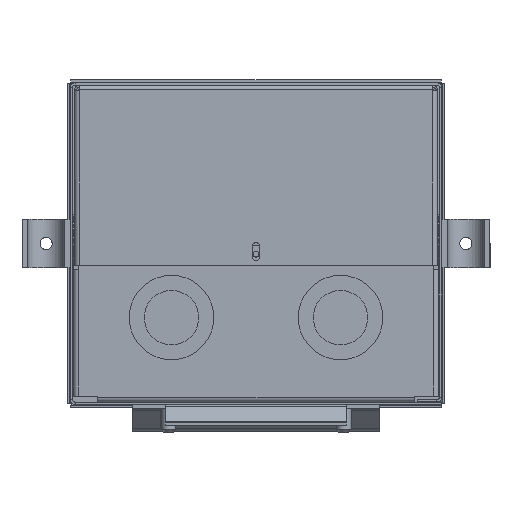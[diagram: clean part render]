
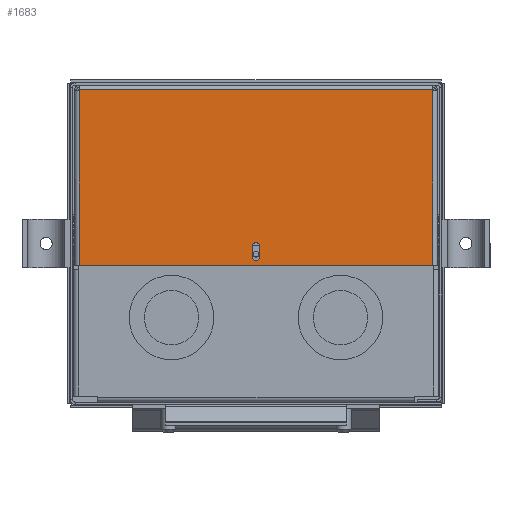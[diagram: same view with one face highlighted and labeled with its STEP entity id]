
A CAD part, front view. The second image highlights one B-rep face of the part: STEP entity #1683.
In plain terms, the highlighted face is planar.
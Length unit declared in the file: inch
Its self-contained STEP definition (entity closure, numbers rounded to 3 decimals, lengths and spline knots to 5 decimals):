
#34 = VERTEX_POINT ( 'NONE', #975 ) ;
#244 = VERTEX_POINT ( 'NONE', #1113 ) ;
#432 = VERTEX_POINT ( 'NONE', #1169 ) ;
#472 = VERTEX_POINT ( 'NONE', #1179 ) ;
#577 = VERTEX_POINT ( 'NONE', #1241 ) ;
#742 = VERTEX_POINT ( 'NONE', #1402 ) ;
#778 = VERTEX_POINT ( 'NONE', #1438 ) ;
#941 = VERTEX_POINT ( 'NONE', #4412 ) ;
#975 = CARTESIAN_POINT ( 'NONE',  ( -0.07813, 3.51032, 0.925 ) ) ;
#1113 = CARTESIAN_POINT ( 'NONE',  ( 0.07812, 3.29157, 0.925 ) ) ;
#1169 = CARTESIAN_POINT ( 'NONE',  ( -3.662, 3.6822, 0.925 ) ) ;
#1179 = CARTESIAN_POINT ( 'NONE',  ( 3.662, 0.05, 0.925 ) ) ;
#1241 = CARTESIAN_POINT ( 'NONE',  ( 3.662, 3.6822, 0.925 ) ) ;
#1402 = CARTESIAN_POINT ( 'NONE',  ( -0.07813, 3.29157, 0.925 ) ) ;
#1438 = CARTESIAN_POINT ( 'NONE',  ( 0., 3.58845, 0.925 ) ) ;
#1683 = ADVANCED_FACE ( 'NONE', ( #9405, #9320 ), #6787, .T. ) ;
#2070 = ORIENTED_EDGE ( 'NONE', *, *, #15705, .T. ) ;
#2144 = ORIENTED_EDGE ( 'NONE', *, *, #15704, .T. ) ;
#2365 = ORIENTED_EDGE ( 'NONE', *, *, #15701, .T. ) ;
#2439 = ORIENTED_EDGE ( 'NONE', *, *, #15709, .T. ) ;
#2644 = ORIENTED_EDGE ( 'NONE', *, *, #15708, .T. ) ;
#2747 = ORIENTED_EDGE ( 'NONE', *, *, #15703, .T. ) ;
#2814 = ORIENTED_EDGE ( 'NONE', *, *, #15706, .T. ) ;
#3983 = AXIS2_PLACEMENT_3D ( 'NONE', #13876, #13877, #13878 ) ;
#3992 = AXIS2_PLACEMENT_3D ( 'NONE', #13934, #13935, #13936 ) ;
#3993 = AXIS2_PLACEMENT_3D ( 'NONE', #13939, #13940, #13941 ) ;
#4412 = CARTESIAN_POINT ( 'NONE',  ( -3.662, 0.05, 0.925 ) ) ;
#5494 = VERTEX_POINT ( 'NONE', #11084 ) ;
#5619 = ORIENTED_EDGE ( 'NONE', *, *, #15679, .T. ) ;
#5745 = EDGE_LOOP ( 'NONE', ( #2747, #5619, #2144, #2070, #2814 ) ) ;
#5817 = EDGE_LOOP ( 'NONE', ( #5819, #2644, #2365, #2439 ) ) ;
#5819 = ORIENTED_EDGE ( 'NONE', *, *, #15707, .F. ) ;
#6781 = DIRECTION ( 'NONE',  ( 0., 0., 1. ) ) ;
#6783 = CARTESIAN_POINT ( 'NONE',  ( 0., 0., 0.925 ) ) ;
#6787 = PLANE ( 'NONE',  #14662 ) ;
#6791 = DIRECTION ( 'NONE',  ( 0., -1., 0. ) ) ;
#9320 = FACE_OUTER_BOUND ( 'NONE', #5817, .T. ) ;
#9405 = FACE_BOUND ( 'NONE', #5745, .T. ) ;
#11084 = CARTESIAN_POINT ( 'NONE',  ( 0.07812, 3.51032, 0.925 ) ) ;
#13876 = CARTESIAN_POINT ( 'NONE',  ( 0., 3.51032, 0.925 ) ) ;
#13877 = DIRECTION ( 'NONE',  ( 0., 0., -1. ) ) ;
#13878 = DIRECTION ( 'NONE',  ( 0., 1., 0. ) ) ;
#13925 = CARTESIAN_POINT ( 'NONE',  ( 0., 0.05, 0.925 ) ) ;
#13926 = DIRECTION ( 'NONE',  ( 1., 0., 0. ) ) ;
#13927 = CARTESIAN_POINT ( 'NONE',  ( 0.07812, 3.51032, 0.925 ) ) ;
#13928 = DIRECTION ( 'NONE',  ( 0., -1., 0. ) ) ;
#13932 = CARTESIAN_POINT ( 'NONE',  ( -0.07813, 3.51032, 0.925 ) ) ;
#13933 = DIRECTION ( 'NONE',  ( 0., 1., 0. ) ) ;
#13934 = CARTESIAN_POINT ( 'NONE',  ( 0., 3.51032, 0.925 ) ) ;
#13935 = DIRECTION ( 'NONE',  ( 0., 0., -1. ) ) ;
#13936 = DIRECTION ( 'NONE',  ( 0., 1., 0. ) ) ;
#13938 = CARTESIAN_POINT ( 'NONE',  ( -3.662, 3.6822, 0.925 ) ) ;
#13939 = CARTESIAN_POINT ( 'NONE',  ( 0., 3.29157, 0.925 ) ) ;
#13940 = DIRECTION ( 'NONE',  ( 0., 0., -1. ) ) ;
#13941 = DIRECTION ( 'NONE',  ( 0., 1., 0. ) ) ;
#13942 = CARTESIAN_POINT ( 'NONE',  ( 3.712, 3.6822, 0.925 ) ) ;
#13944 = DIRECTION ( 'NONE',  ( 1., 0., 0. ) ) ;
#13945 = DIRECTION ( 'NONE',  ( 0., -1., 0. ) ) ;
#13946 = CARTESIAN_POINT ( 'NONE',  ( 3.662, 0.05, 0.925 ) ) ;
#13947 = DIRECTION ( 'NONE',  ( 0., 1., 0. ) ) ;
#14662 = AXIS2_PLACEMENT_3D ( 'NONE', #6783, #6781, #6791 ) ;
#15356 = CIRCLE ( 'NONE', #3983, 0.07812 ) ;
#15392 = LINE ( 'NONE', #13925, #15395 ) ;
#15394 = LINE ( 'NONE', #13938, #15406 ) ;
#15395 = VECTOR ( 'NONE', #13926, 39.37008 ) ;
#15396 = CIRCLE ( 'NONE', #3992, 0.07812 ) ;
#15397 = LINE ( 'NONE', #13927, #15399 ) ;
#15398 = CIRCLE ( 'NONE', #3993, 0.07812 ) ;
#15399 = VECTOR ( 'NONE', #13928, 39.37008 ) ;
#15400 = LINE ( 'NONE', #13932, #15402 ) ;
#15401 = LINE ( 'NONE', #13942, #15404 ) ;
#15402 = VECTOR ( 'NONE', #13933, 39.37008 ) ;
#15404 = VECTOR ( 'NONE', #13944, 39.37008 ) ;
#15405 = LINE ( 'NONE', #13946, #15408 ) ;
#15406 = VECTOR ( 'NONE', #13945, 39.37008 ) ;
#15408 = VECTOR ( 'NONE', #13947, 39.37008 ) ;
#15679 = EDGE_CURVE ( 'NONE', #778, #5494, #15356, .T. ) ;
#15701 = EDGE_CURVE ( 'NONE', #941, #472, #15392, .T. ) ;
#15703 = EDGE_CURVE ( 'NONE', #34, #778, #15396, .T. ) ;
#15704 = EDGE_CURVE ( 'NONE', #5494, #244, #15397, .T. ) ;
#15705 = EDGE_CURVE ( 'NONE', #244, #742, #15398, .T. ) ;
#15706 = EDGE_CURVE ( 'NONE', #742, #34, #15400, .T. ) ;
#15707 = EDGE_CURVE ( 'NONE', #432, #577, #15401, .T. ) ;
#15708 = EDGE_CURVE ( 'NONE', #432, #941, #15394, .T. ) ;
#15709 = EDGE_CURVE ( 'NONE', #472, #577, #15405, .T. ) ;
